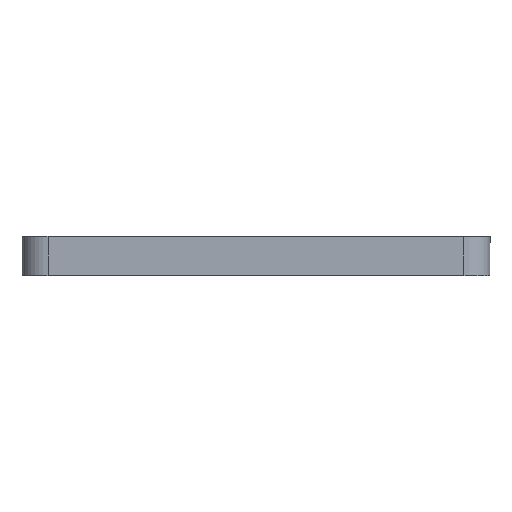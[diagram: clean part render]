
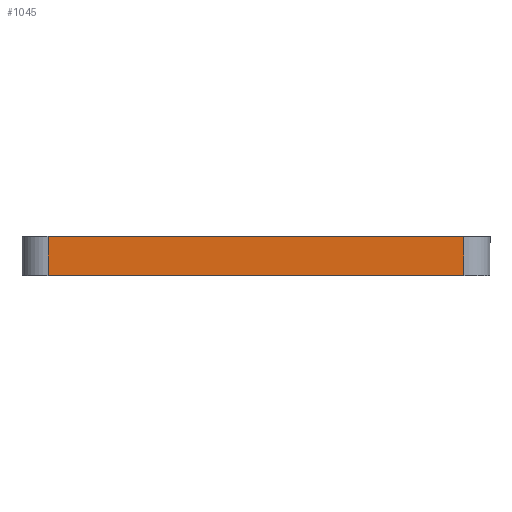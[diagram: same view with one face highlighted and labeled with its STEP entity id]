
A CAD part, left-side view. The second image highlights one B-rep face of the part: STEP entity #1045.
In plain terms, the highlighted planar face has unit normal (-1, 0, 0).
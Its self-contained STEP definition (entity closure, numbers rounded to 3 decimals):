
#94=PLANE('',#1157);
#146=FACE_OUTER_BOUND('',#211,.T.);
#211=EDGE_LOOP('',(#947,#948,#949,#950));
#270=LINE('',#1630,#375);
#287=LINE('',#1686,#392);
#315=LINE('',#1752,#420);
#318=LINE('',#1757,#423);
#375=VECTOR('',#1304,10.);
#392=VECTOR('',#1363,10.);
#420=VECTOR('',#1441,10.);
#423=VECTOR('',#1448,10.);
#495=VERTEX_POINT('',#1627);
#496=VERTEX_POINT('',#1629);
#510=VERTEX_POINT('',#1675);
#514=VERTEX_POINT('',#1684);
#607=EDGE_CURVE('',#495,#496,#270,.T.);
#636=EDGE_CURVE('',#510,#514,#287,.T.);
#669=EDGE_CURVE('',#510,#495,#315,.T.);
#672=EDGE_CURVE('',#496,#514,#318,.T.);
#947=ORIENTED_EDGE('',*,*,#669,.F.);
#948=ORIENTED_EDGE('',*,*,#636,.T.);
#949=ORIENTED_EDGE('',*,*,#672,.F.);
#950=ORIENTED_EDGE('',*,*,#607,.F.);
#1045=ADVANCED_FACE('',(#146),#94,.T.);
#1157=AXIS2_PLACEMENT_3D('',#1758,#1449,#1450);
#1304=DIRECTION('',(0.,-1.,0.));
#1363=DIRECTION('',(0.,-1.,0.));
#1441=DIRECTION('',(0.,0.,1.));
#1448=DIRECTION('',(0.,0.,-1.));
#1449=DIRECTION('center_axis',(-1.,0.,0.));
#1450=DIRECTION('ref_axis',(0.,1.,0.));
#1627=CARTESIAN_POINT('',(-6.5,27.5,3.));
#1629=CARTESIAN_POINT('',(-6.5,-4.5,3.));
#1630=CARTESIAN_POINT('',(-6.5,4.,3.));
#1675=CARTESIAN_POINT('',(-6.5,27.5,0.));
#1684=CARTESIAN_POINT('',(-6.5,-4.5,0.));
#1686=CARTESIAN_POINT('',(-6.5,4.,0.));
#1752=CARTESIAN_POINT('',(-6.5,27.5,1.5));
#1757=CARTESIAN_POINT('',(-6.5,-4.5,1.5));
#1758=CARTESIAN_POINT('Origin',(-6.5,-3.5,1.5));
